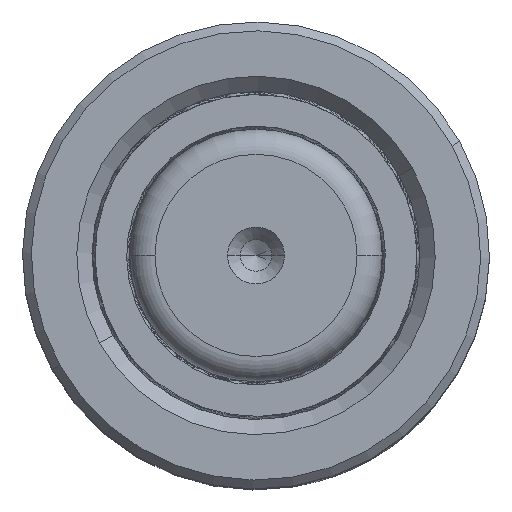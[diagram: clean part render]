
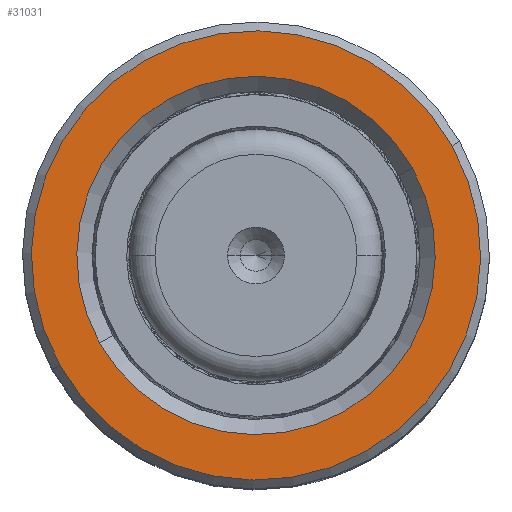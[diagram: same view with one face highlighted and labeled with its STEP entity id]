
A CAD part, top view. The second image highlights one B-rep face of the part: STEP entity #31031.
In plain terms, the highlighted planar face has unit normal (0, 0, 1).
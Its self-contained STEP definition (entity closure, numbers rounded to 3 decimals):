
#950 = FACE_BOUND ( 'NONE', #4037, .T. ) ;
#4037 = EDGE_LOOP ( 'NONE', ( #15480, #23089 ) ) ;
#4390 = CARTESIAN_POINT ( 'NONE',  ( 0., 0., 50. ) ) ;
#5444 = AXIS2_PLACEMENT_3D ( 'NONE', #4390, #7334, #7219 ) ;
#5752 = DIRECTION ( 'NONE',  ( 0., 0., -1. ) ) ;
#6638 = VERTEX_POINT ( 'NONE', #17109 ) ;
#7219 = DIRECTION ( 'NONE',  ( 1., 0., 0. ) ) ;
#7334 = DIRECTION ( 'NONE',  ( 0., 0., 1. ) ) ;
#7563 = VERTEX_POINT ( 'NONE', #8593 ) ;
#7851 = AXIS2_PLACEMENT_3D ( 'NONE', #26954, #29785, #24495 ) ;
#8593 = CARTESIAN_POINT ( 'NONE',  ( -14.2, 0., 50. ) ) ;
#9060 = CARTESIAN_POINT ( 'NONE',  ( 14.2, 0., 50. ) ) ;
#10834 = DIRECTION ( 'NONE',  ( 0., 0., 1. ) ) ;
#11151 = DIRECTION ( 'NONE',  ( 1., 0., 0. ) ) ;
#12393 = DIRECTION ( 'NONE',  ( 1., 0., 0. ) ) ;
#13255 = VERTEX_POINT ( 'NONE', #26396 ) ;
#13279 = CIRCLE ( 'NONE', #7851, 14.2 ) ;
#15253 = DIRECTION ( 'NONE',  ( 0., 0., 1. ) ) ;
#15480 = ORIENTED_EDGE ( 'NONE', *, *, #29466, .T. ) ;
#15779 = PLANE ( 'NONE',  #19282 ) ;
#16196 = AXIS2_PLACEMENT_3D ( 'NONE', #24947, #5752, #11151 ) ;
#16355 = FACE_OUTER_BOUND ( 'NONE', #22723, .T. ) ;
#16529 = CARTESIAN_POINT ( 'NONE',  ( 0., 0., 50. ) ) ;
#17109 = CARTESIAN_POINT ( 'NONE',  ( 17.8, 0., 50. ) ) ;
#18045 = ORIENTED_EDGE ( 'NONE', *, *, #21526, .T. ) ;
#19282 = AXIS2_PLACEMENT_3D ( 'NONE', #16529, #10834, #24143 ) ;
#21526 = EDGE_CURVE ( 'NONE', #13255, #6638, #30244, .T. ) ;
#22723 = EDGE_LOOP ( 'NONE', ( #18045, #28914 ) ) ;
#23089 = ORIENTED_EDGE ( 'NONE', *, *, #30079, .T. ) ;
#23985 = CARTESIAN_POINT ( 'NONE',  ( 0., 0., 50. ) ) ;
#24143 = DIRECTION ( 'NONE',  ( 1., 0., 0. ) ) ;
#24495 = DIRECTION ( 'NONE',  ( 1., 0., 0. ) ) ;
#24947 = CARTESIAN_POINT ( 'NONE',  ( 0., 0., 50. ) ) ;
#26396 = CARTESIAN_POINT ( 'NONE',  ( -17.8, 0., 50. ) ) ;
#26954 = CARTESIAN_POINT ( 'NONE',  ( 0., 0., 50. ) ) ;
#28273 = EDGE_CURVE ( 'NONE', #6638, #13255, #36228, .T. ) ;
#28914 = ORIENTED_EDGE ( 'NONE', *, *, #28273, .T. ) ;
#29466 = EDGE_CURVE ( 'NONE', #33872, #7563, #13279, .T. ) ;
#29785 = DIRECTION ( 'NONE',  ( 0., 0., -1. ) ) ;
#30079 = EDGE_CURVE ( 'NONE', #7563, #33872, #32228, .T. ) ;
#30244 = CIRCLE ( 'NONE', #5444, 17.8 ) ;
#31031 = ADVANCED_FACE ( 'NONE', ( #16355, #950 ), #15779, .T. ) ;
#32228 = CIRCLE ( 'NONE', #16196, 14.2 ) ;
#33872 = VERTEX_POINT ( 'NONE', #9060 ) ;
#34752 = AXIS2_PLACEMENT_3D ( 'NONE', #23985, #15253, #12393 ) ;
#36228 = CIRCLE ( 'NONE', #34752, 17.8 ) ;
